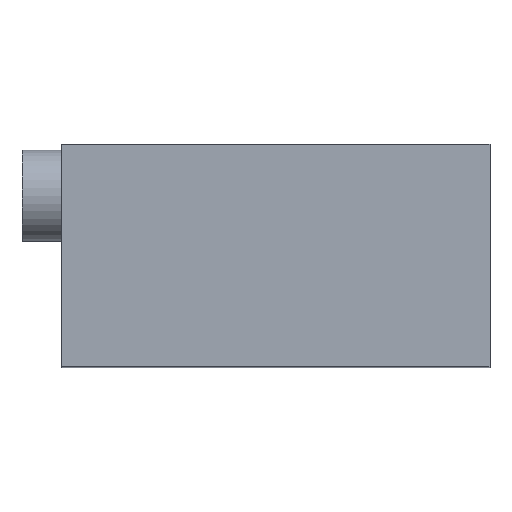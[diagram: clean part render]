
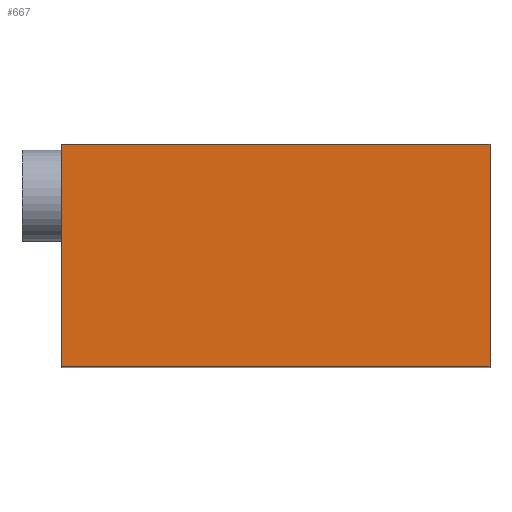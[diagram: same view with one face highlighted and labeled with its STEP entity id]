
A CAD part, top view. The second image highlights one B-rep face of the part: STEP entity #667.
In plain terms, the highlighted planar face has unit normal (0, 0, 1).
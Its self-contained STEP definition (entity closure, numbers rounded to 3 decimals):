
#443=CARTESIAN_POINT('',(7.569,-2.54,9.525));
#442=VERTEX_POINT('',#443);
#453=CARTESIAN_POINT('',(-1.956,-2.54,9.525));
#452=VERTEX_POINT('',#453);
#451=EDGE_CURVE('',#452,#442,#456,.T.);
#456=LINE('',#453,#458);
#458=VECTOR('',#459,9.525);
#459=DIRECTION('',(1.0,0.0,0.0));
#492=CARTESIAN_POINT('',(7.569,2.413,9.525));
#491=VERTEX_POINT('',#492);
#500=EDGE_CURVE('',#442,#491,#505,.T.);
#505=LINE('',#443,#507);
#507=VECTOR('',#508,4.953);
#508=DIRECTION('',(0.0,1.0,0.0));
#541=CARTESIAN_POINT('',(-1.956,2.413,9.525));
#540=VERTEX_POINT('',#541);
#549=EDGE_CURVE('',#491,#540,#554,.T.);
#554=LINE('',#492,#556);
#556=VECTOR('',#557,9.525);
#557=DIRECTION('',(-1.0,0.0,0.0));
#598=EDGE_CURVE('',#540,#452,#603,.T.);
#603=LINE('',#541,#605);
#605=VECTOR('',#606,4.953);
#606=DIRECTION('',(0.0,-1.0,0.0));
#667=ADVANCED_FACE('',(#673),#668,.T.);
#668=PLANE('',#669);
#669=AXIS2_PLACEMENT_3D('',#670,#671,#672);
#670=CARTESIAN_POINT('',(-1.956,-2.54,9.525));
#671=DIRECTION('',(0.0,0.0,1.0));
#672=DIRECTION('',(0.,1.,0.));
#673=FACE_OUTER_BOUND('',#674,.T.);
#674=EDGE_LOOP('',(#675,#685,#695,#705));
#675=ORIENTED_EDGE('',*,*,#451,.T.);
#685=ORIENTED_EDGE('',*,*,#500,.T.);
#695=ORIENTED_EDGE('',*,*,#549,.T.);
#705=ORIENTED_EDGE('',*,*,#598,.T.);
